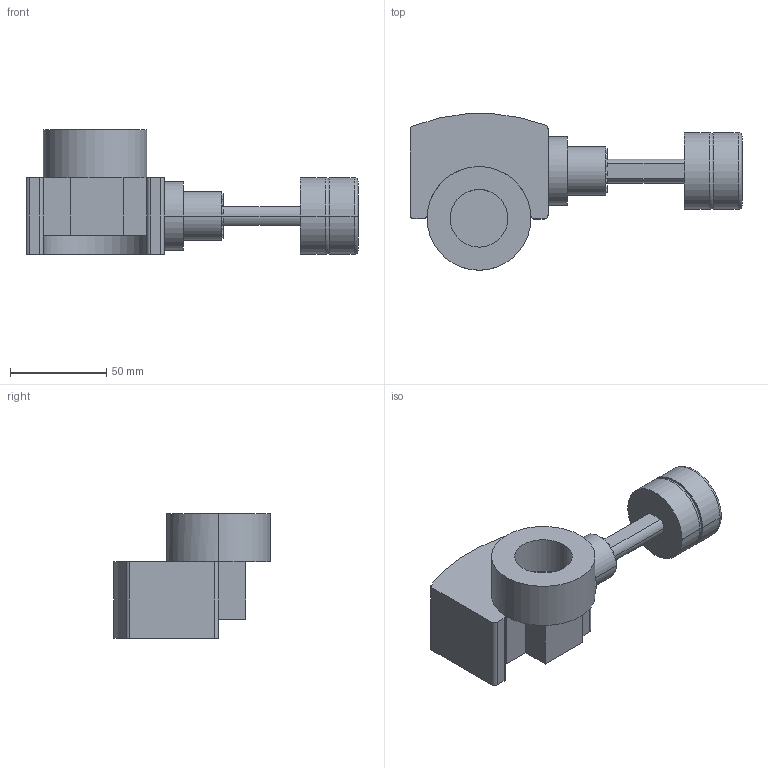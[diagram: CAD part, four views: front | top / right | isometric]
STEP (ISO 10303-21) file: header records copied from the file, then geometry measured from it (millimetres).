
FILE_DESCRIPTION (( 'STEP AP203' ), '1' );
FILE_NAME ('Pièce4_Défaut_sldprt.STEP', '2023-11-23T19:28:15', ( '' ), ( '' ), 'SwSTEP 2.0', 'SolidWorks 2018', '' );
FILE_SCHEMA (( 'CONFIG_CONTROL_DESIGN' ));
Length unit declared in the file: millimetre
Products named in the file (1): Pièce4_Défaut_sldprt
Bounding box: 172.88 x 81.55 x 65 mm (x, y, z)
Volume: 243750 mm3; surface area: 39536.9 mm2
Topology: 1 solids, 1 shells, 202 faces, 481 edges, 318 vertices
Faces by surface type: plane 143, cylinder 55, torus 4
Entity records: 5898 total; most frequent: DIRECTION 1007, CARTESIAN_POINT 1002, ORIENTED_EDGE 962, EDGE_CURVE 481, LINE 361, VECTOR 361, AXIS2_PLACEMENT_3D 323, VERTEX_POINT 318
